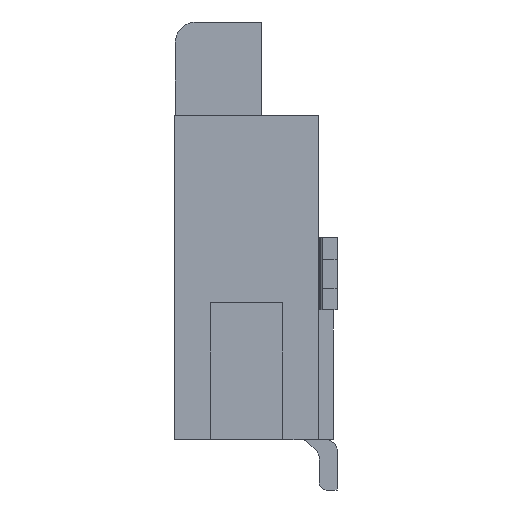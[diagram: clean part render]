
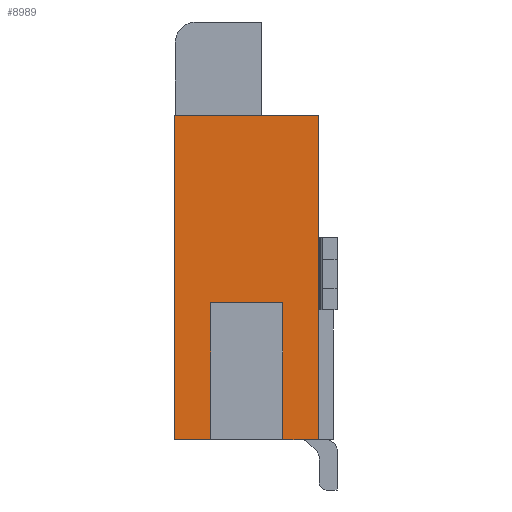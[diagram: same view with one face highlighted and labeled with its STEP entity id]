
A CAD part, left-side view. The second image highlights one B-rep face of the part: STEP entity #8989.
In plain terms, the highlighted planar face has unit normal (-1, 0, 0).
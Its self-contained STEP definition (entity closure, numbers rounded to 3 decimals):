
#5037=EDGE_CURVE('',#7945,#9417,#14780,.T.);
#5373=EDGE_CURVE('',#11761,#5927,#15144,.T.);
#5927=VERTEX_POINT('',#15748);
#7099=EDGE_CURVE('',#9417,#11761,#17032,.T.);
#7209=VERTEX_POINT('',#17155);
#7945=VERTEX_POINT('',#17960);
#8297=EDGE_CURVE('',#7209,#9809,#18338,.T.);
#8989=ADVANCED_FACE('',(#19086),#19087,.T.);
#9417=VERTEX_POINT('',#19556);
#9809=VERTEX_POINT('',#20006);
#9975=EDGE_CURVE('',#5927,#12743,#20183,.T.);
#10185=EDGE_CURVE('',#12743,#13935,#20412,.T.);
#11761=VERTEX_POINT('',#22132);
#12419=EDGE_CURVE('',#7945,#9809,#22848,.T.);
#12743=VERTEX_POINT('',#23205);
#13437=EDGE_CURVE('',#13935,#7209,#23970,.T.);
#13935=VERTEX_POINT('',#24504);
#14780=LINE('',#25472,#25473);
#15144=LINE('',#26005,#26006);
#15748=CARTESIAN_POINT('',(-8.05,0.7,-2.6));
#17032=LINE('',#28686,#28687);
#17155=CARTESIAN_POINT('',(-8.05,0.21,0.0));
#17960=CARTESIAN_POINT('',(-8.05,2.2,-4.5));
#18338=LINE('',#30538,#30539);
#19086=FACE_OUTER_BOUND('',#31628,.T.);
#19087=PLANE('',#31629);
#19556=CARTESIAN_POINT('',(-8.05,1.7,-4.5));
#20006=CARTESIAN_POINT('',(-8.05,2.2,0.0));
#20183=LINE('',#33156,#33157);
#20412=LINE('',#33497,#33498);
#22132=CARTESIAN_POINT('',(-8.05,1.7,-2.6));
#22848=LINE('',#37033,#37034);
#23205=CARTESIAN_POINT('',(-8.05,0.7,-4.5));
#23970=LINE('',#38643,#38644);
#24504=CARTESIAN_POINT('',(-8.05,0.21,-4.5));
#25472=CARTESIAN_POINT('',(-8.05,2.2,-4.5));
#25473=VECTOR('',#40632,1.0);
#26005=CARTESIAN_POINT('',(-8.05,0.705,-2.6));
#26006=VECTOR('',#41000,1.0);
#28686=CARTESIAN_POINT('',(-8.05,1.7,-4.025));
#28687=VECTOR('',#43050,1.0);
#30538=CARTESIAN_POINT('',(-8.05,2.2,0.0));
#30539=VECTOR('',#44385,1.0);
#31628=EDGE_LOOP('',(#45131,#45132,#45133,#45134,#45135,#45136,#45137,#45138));
#31629=AXIS2_PLACEMENT_3D('',#45139,#45140,#45141);
#33156=CARTESIAN_POINT('',(-8.05,0.7,-4.025));
#33157=VECTOR('',#46349,1.0);
#33497=CARTESIAN_POINT('',(-8.05,2.2,-4.5));
#33498=VECTOR('',#46603,1.0);
#37033=CARTESIAN_POINT('',(-8.05,2.2,-4.5));
#37034=VECTOR('',#48969,1.0);
#38643=CARTESIAN_POINT('',(-8.05,0.21,-4.5));
#38644=VECTOR('',#50240,1.0);
#40632=DIRECTION('',(0.0,-1.0,0.0));
#41000=DIRECTION('',(0.0,-1.0,0.0));
#43050=DIRECTION('',(0.0,0.0,1.0));
#44385=DIRECTION('',(0.0,1.0,0.0));
#45131=ORIENTED_EDGE('',*,*,#7099,.T.);
#45132=ORIENTED_EDGE('',*,*,#5373,.T.);
#45133=ORIENTED_EDGE('',*,*,#9975,.T.);
#45134=ORIENTED_EDGE('',*,*,#10185,.T.);
#45135=ORIENTED_EDGE('',*,*,#13437,.T.);
#45136=ORIENTED_EDGE('',*,*,#8297,.T.);
#45137=ORIENTED_EDGE('',*,*,#12419,.F.);
#45138=ORIENTED_EDGE('',*,*,#5037,.T.);
#45139=CARTESIAN_POINT('',(-8.05,0.21,-4.5));
#45140=DIRECTION('',(-1.0,0.0,0.0));
#45141=DIRECTION('',(0.0,-1.0,0.0));
#46349=DIRECTION('',(0.0,0.0,-1.0));
#46603=DIRECTION('',(0.0,-1.0,0.0));
#48969=DIRECTION('',(0.0,0.0,1.0));
#50240=DIRECTION('',(0.0,0.0,1.0));
